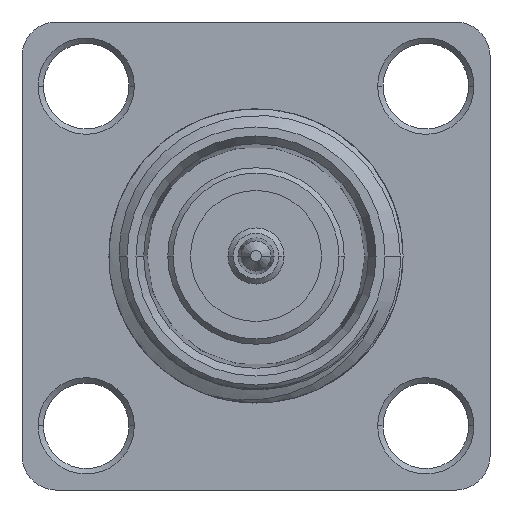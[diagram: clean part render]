
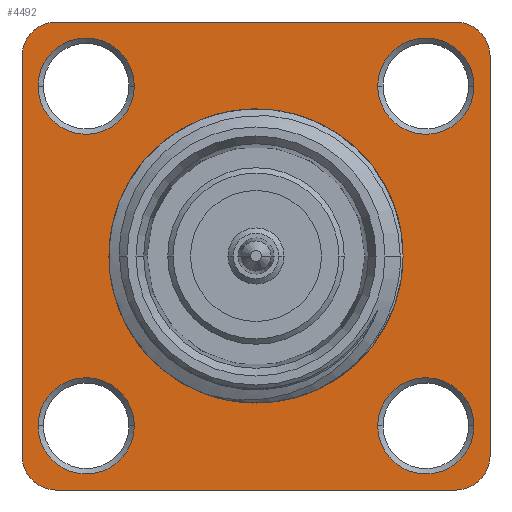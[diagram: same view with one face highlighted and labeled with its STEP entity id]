
A CAD part, left-side view. The second image highlights one B-rep face of the part: STEP entity #4492.
In plain terms, the highlighted planar face has unit normal (-1, 0, 0).
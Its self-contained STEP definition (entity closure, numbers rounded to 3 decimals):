
#1418=CARTESIAN_POINT('',(16.,-7.48,7.48));
#1419=DIRECTION('',(-1.,0.,0.));
#1420=DIRECTION('',(0.,-1.,0.));
#1421=AXIS2_PLACEMENT_3D('',#1418,#1419,#1420);
#1423=DIRECTION('',(0.,0.,1.));
#1424=VECTOR('',#1423,14.96);
#1425=CARTESIAN_POINT('',(16.,-8.75,-7.48));
#1426=LINE('',#1425,#1424);
#1427=CARTESIAN_POINT('',(16.,-7.48,-7.48));
#1428=DIRECTION('',(-1.,0.,0.));
#1429=DIRECTION('',(0.,0.,-1.));
#1430=AXIS2_PLACEMENT_3D('',#1427,#1428,#1429);
#1432=DIRECTION('',(0.,-1.,0.));
#1433=VECTOR('',#1432,14.96);
#1434=CARTESIAN_POINT('',(16.,7.48,-8.75));
#1435=LINE('',#1434,#1433);
#1436=CARTESIAN_POINT('',(16.,7.48,-7.48));
#1437=DIRECTION('',(-1.,0.,0.));
#1438=DIRECTION('',(0.,1.,0.));
#1439=AXIS2_PLACEMENT_3D('',#1436,#1437,#1438);
#1441=DIRECTION('',(0.,0.,-1.));
#1442=VECTOR('',#1441,14.96);
#1443=CARTESIAN_POINT('',(16.,8.75,7.48));
#1444=LINE('',#1443,#1442);
#1445=CARTESIAN_POINT('',(16.,7.48,7.48));
#1446=DIRECTION('',(-1.,0.,0.));
#1447=DIRECTION('',(0.,0.,1.));
#1448=AXIS2_PLACEMENT_3D('',#1445,#1446,#1447);
#1450=DIRECTION('',(0.,1.,0.));
#1451=VECTOR('',#1450,14.96);
#1452=CARTESIAN_POINT('',(16.,-7.48,8.75));
#1453=LINE('',#1452,#1451);
#1454=CARTESIAN_POINT('',(16.,0.,0.));
#1455=DIRECTION('',(-1.,0.,0.));
#1456=DIRECTION('',(0.,-1.,0.));
#1457=AXIS2_PLACEMENT_3D('',#1454,#1455,#1456);
#1459=CARTESIAN_POINT('',(16.,0.,0.));
#1460=DIRECTION('',(-1.,0.,0.));
#1461=DIRECTION('',(0.,1.,0.));
#1462=AXIS2_PLACEMENT_3D('',#1459,#1460,#1461);
#1464=CARTESIAN_POINT('',(16.,-6.35,6.35));
#1465=DIRECTION('',(1.,0.,0.));
#1466=DIRECTION('',(0.,1.,0.));
#1467=AXIS2_PLACEMENT_3D('',#1464,#1465,#1466);
#1469=CARTESIAN_POINT('',(16.,-6.35,6.35));
#1470=DIRECTION('',(1.,0.,0.));
#1471=DIRECTION('',(0.,-1.,0.));
#1472=AXIS2_PLACEMENT_3D('',#1469,#1470,#1471);
#1474=CARTESIAN_POINT('',(16.,6.35,6.35));
#1475=DIRECTION('',(1.,0.,0.));
#1476=DIRECTION('',(0.,1.,0.));
#1477=AXIS2_PLACEMENT_3D('',#1474,#1475,#1476);
#1479=CARTESIAN_POINT('',(16.,6.35,6.35));
#1480=DIRECTION('',(1.,0.,0.));
#1481=DIRECTION('',(0.,-1.,0.));
#1482=AXIS2_PLACEMENT_3D('',#1479,#1480,#1481);
#1484=CARTESIAN_POINT('',(16.,6.35,-6.35));
#1485=DIRECTION('',(1.,0.,0.));
#1486=DIRECTION('',(0.,1.,0.));
#1487=AXIS2_PLACEMENT_3D('',#1484,#1485,#1486);
#1489=CARTESIAN_POINT('',(16.,6.35,-6.35));
#1490=DIRECTION('',(1.,0.,0.));
#1491=DIRECTION('',(0.,-1.,0.));
#1492=AXIS2_PLACEMENT_3D('',#1489,#1490,#1491);
#1494=CARTESIAN_POINT('',(16.,-6.35,-6.35));
#1495=DIRECTION('',(1.,0.,0.));
#1496=DIRECTION('',(0.,1.,0.));
#1497=AXIS2_PLACEMENT_3D('',#1494,#1495,#1496);
#1499=CARTESIAN_POINT('',(16.,-6.35,-6.35));
#1500=DIRECTION('',(1.,0.,0.));
#1501=DIRECTION('',(0.,-1.,0.));
#1502=AXIS2_PLACEMENT_3D('',#1499,#1500,#1501);
#2338=CARTESIAN_POINT('',(16.,-8.75,7.48));
#2339=VERTEX_POINT('',#2338);
#2340=CARTESIAN_POINT('',(16.,-7.48,8.75));
#2341=VERTEX_POINT('',#2340);
#2346=CARTESIAN_POINT('',(16.,7.48,8.75));
#2347=VERTEX_POINT('',#2346);
#2348=CARTESIAN_POINT('',(16.,8.75,7.48));
#2349=VERTEX_POINT('',#2348);
#2354=CARTESIAN_POINT('',(16.,8.75,-7.48));
#2355=VERTEX_POINT('',#2354);
#2356=CARTESIAN_POINT('',(16.,7.48,-8.75));
#2357=VERTEX_POINT('',#2356);
#2362=CARTESIAN_POINT('',(16.,-7.48,-8.75));
#2363=VERTEX_POINT('',#2362);
#2364=CARTESIAN_POINT('',(16.,-8.75,-7.48));
#2365=VERTEX_POINT('',#2364);
#2366=CARTESIAN_POINT('',(16.,-4.55,6.35));
#2367=CARTESIAN_POINT('',(16.,-8.15,6.35));
#2368=VERTEX_POINT('',#2366);
#2369=VERTEX_POINT('',#2367);
#2374=CARTESIAN_POINT('',(16.,8.15,6.35));
#2375=CARTESIAN_POINT('',(16.,4.55,6.35));
#2376=VERTEX_POINT('',#2374);
#2377=VERTEX_POINT('',#2375);
#2382=CARTESIAN_POINT('',(16.,8.15,-6.35));
#2383=CARTESIAN_POINT('',(16.,4.55,-6.35));
#2384=VERTEX_POINT('',#2382);
#2385=VERTEX_POINT('',#2383);
#2414=CARTESIAN_POINT('',(16.,-4.55,-6.35));
#2415=CARTESIAN_POINT('',(16.,-8.15,-6.35));
#2416=VERTEX_POINT('',#2414);
#2417=VERTEX_POINT('',#2415);
#2430=CARTESIAN_POINT('',(16.,-5.5,0.));
#2431=CARTESIAN_POINT('',(16.,5.5,0.));
#2432=VERTEX_POINT('',#2430);
#2433=VERTEX_POINT('',#2431);
#4441=CARTESIAN_POINT('',(16.,0.,0.));
#4442=DIRECTION('',(-1.,0.,0.));
#4443=DIRECTION('',(0.,-1.,0.));
#4444=AXIS2_PLACEMENT_3D('',#4441,#4442,#4443);
#4445=PLANE('',#4444);
#4447=ORIENTED_EDGE('',*,*,#4446,.F.);
#4449=ORIENTED_EDGE('',*,*,#4448,.F.);
#4451=ORIENTED_EDGE('',*,*,#4450,.F.);
#4453=ORIENTED_EDGE('',*,*,#4452,.F.);
#4455=ORIENTED_EDGE('',*,*,#4454,.F.);
#4457=ORIENTED_EDGE('',*,*,#4456,.F.);
#4459=ORIENTED_EDGE('',*,*,#4458,.F.);
#4461=ORIENTED_EDGE('',*,*,#4460,.F.);
#4462=EDGE_LOOP('',(#4447,#4449,#4451,#4453,#4455,#4457,#4459,#4461));
#4463=FACE_OUTER_BOUND('',#4462,.F.);
#4464=ORIENTED_EDGE('',*,*,#4421,.T.);
#4465=ORIENTED_EDGE('',*,*,#4435,.T.);
#4466=EDGE_LOOP('',(#4464,#4465));
#4467=FACE_BOUND('',#4466,.F.);
#4469=ORIENTED_EDGE('',*,*,#4468,.F.);
#4471=ORIENTED_EDGE('',*,*,#4470,.F.);
#4472=EDGE_LOOP('',(#4469,#4471));
#4473=FACE_BOUND('',#4472,.F.);
#4475=ORIENTED_EDGE('',*,*,#4474,.F.);
#4477=ORIENTED_EDGE('',*,*,#4476,.F.);
#4478=EDGE_LOOP('',(#4475,#4477));
#4479=FACE_BOUND('',#4478,.F.);
#4481=ORIENTED_EDGE('',*,*,#4480,.F.);
#4483=ORIENTED_EDGE('',*,*,#4482,.F.);
#4484=EDGE_LOOP('',(#4481,#4483));
#4485=FACE_BOUND('',#4484,.F.);
#4487=ORIENTED_EDGE('',*,*,#4486,.F.);
#4489=ORIENTED_EDGE('',*,*,#4488,.F.);
#4490=EDGE_LOOP('',(#4487,#4489));
#4491=FACE_BOUND('',#4490,.F.);
#4492=ADVANCED_FACE('',(#4463,#4467,#4473,#4479,#4485,#4491),#4445,.T.);
#1422=CIRCLE('',#1421,1.27);
#1431=CIRCLE('',#1430,1.27);
#1440=CIRCLE('',#1439,1.27);
#1449=CIRCLE('',#1448,1.27);
#1458=CIRCLE('',#1457,5.5);
#1463=CIRCLE('',#1462,5.5);
#1468=CIRCLE('',#1467,1.8);
#1473=CIRCLE('',#1472,1.8);
#1478=CIRCLE('',#1477,1.8);
#1483=CIRCLE('',#1482,1.8);
#1488=CIRCLE('',#1487,1.8);
#1493=CIRCLE('',#1492,1.8);
#1498=CIRCLE('',#1497,1.8);
#1503=CIRCLE('',#1502,1.8);
#4421=EDGE_CURVE('',#2432,#2433,#1458,.T.);
#4435=EDGE_CURVE('',#2433,#2432,#1463,.T.);
#4446=EDGE_CURVE('',#2339,#2341,#1422,.T.);
#4448=EDGE_CURVE('',#2365,#2339,#1426,.T.);
#4450=EDGE_CURVE('',#2363,#2365,#1431,.T.);
#4452=EDGE_CURVE('',#2357,#2363,#1435,.T.);
#4454=EDGE_CURVE('',#2355,#2357,#1440,.T.);
#4456=EDGE_CURVE('',#2349,#2355,#1444,.T.);
#4458=EDGE_CURVE('',#2347,#2349,#1449,.T.);
#4460=EDGE_CURVE('',#2341,#2347,#1453,.T.);
#4468=EDGE_CURVE('',#2368,#2369,#1468,.T.);
#4470=EDGE_CURVE('',#2369,#2368,#1473,.T.);
#4474=EDGE_CURVE('',#2376,#2377,#1478,.T.);
#4476=EDGE_CURVE('',#2377,#2376,#1483,.T.);
#4480=EDGE_CURVE('',#2384,#2385,#1488,.T.);
#4482=EDGE_CURVE('',#2385,#2384,#1493,.T.);
#4486=EDGE_CURVE('',#2416,#2417,#1498,.T.);
#4488=EDGE_CURVE('',#2417,#2416,#1503,.T.);
